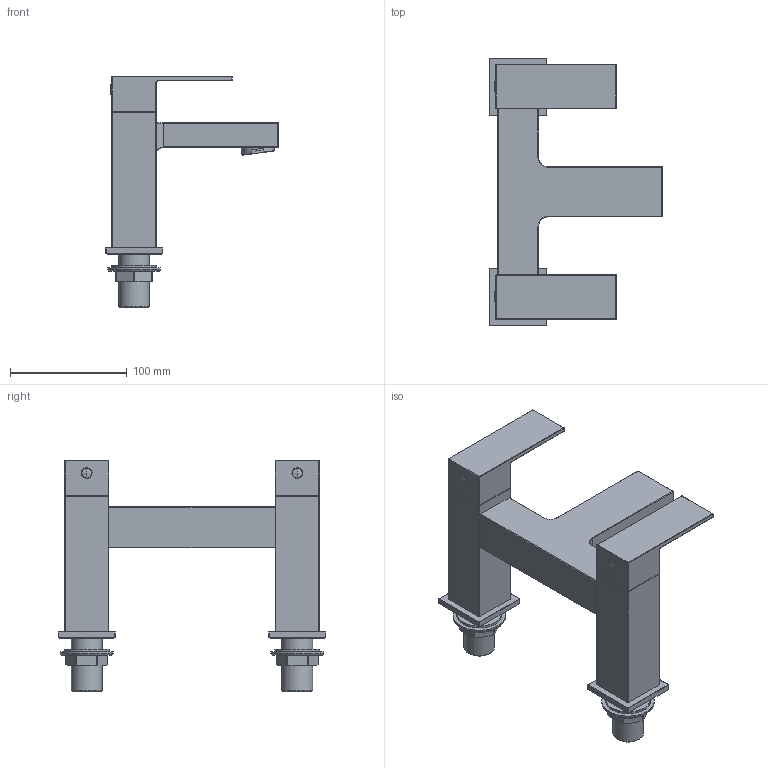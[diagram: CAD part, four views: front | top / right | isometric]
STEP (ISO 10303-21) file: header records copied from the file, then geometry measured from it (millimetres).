
FILE_DESCRIPTION(/* description */ (''),/* implementation_level */ '2;1');
FILE_NAME(/* name */ 'A031 31 00 00.stp',/* time_stamp */ '2021-01-12T12:48:07+08:00',/* author */ (''),/* organization */ (''),/* preprocessor_version */ 'ST-DEVELOPER v16.7',/* originating_system */ 'SIEMENS PLM Software NX 12.0',/* authorisation */ '');
FILE_SCHEMA (('AUTOMOTIVE_DESIGN { 1 0 10303 214 3 1 1 1 }'));
Products named in the file (1): GT7FB4CE32t0r6
Bounding box: 148 x 229 x 198 mm (x, y, z)
Volume: 382387.8 mm3; surface area: 261751.2 mm2
Topology: 52 solids, 52 shells, 2728 faces, 7257 edges, 4601 vertices
Faces by surface type: plane 1328, cylinder 941, cone 167, bspline 132, sphere 94, torus 66
Full cylindrical faces by diameter (mm): 2.5 x4, 3 x4, 3.2 x2, 3.3 x4, 4 x2, 4.1 x4, 4.2 x2, 4.5 x2, 4.7 x2, 5.2 x4, 5.8 x1, 6.2 x4, 6.5 x2, 6.8 x2, 7.5 x2, 8.5 x2, 9.9 x2, 11 x4, 11.5 x2, 16 x2, 17 x4, 18 x7, 18.8 x2, 19 x2, 19.5 x1, 20.5 x3, 22 x2, 22.5 x2, 23.6 x2, 23.8 x1
Entity records: 95768 total; most frequent: CARTESIAN_POINT 32972, ORIENTED_EDGE 13446, DIRECTION 11726, EDGE_CURVE 6723, VERTEX_POINT 4499, AXIS2_PLACEMENT_3D 4351, EDGE_LOOP 3226, LINE 3024
